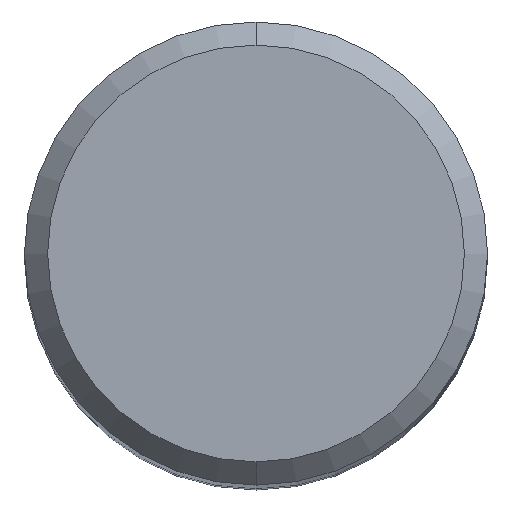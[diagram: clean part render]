
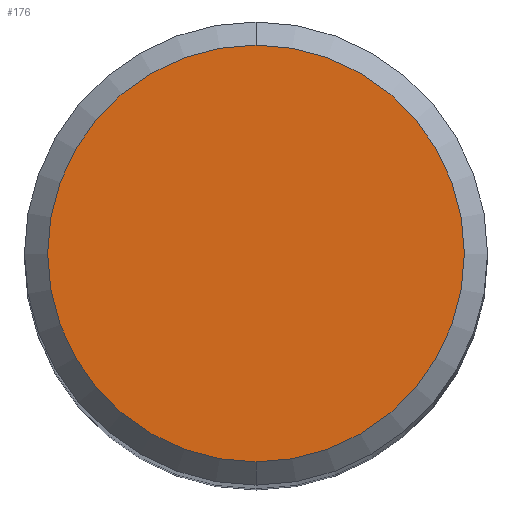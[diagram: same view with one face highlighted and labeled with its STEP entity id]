
A CAD part, top view. The second image highlights one B-rep face of the part: STEP entity #176.
In plain terms, the highlighted planar face has unit normal (0, 0, 1).
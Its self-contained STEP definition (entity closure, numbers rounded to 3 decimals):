
#176=ADVANCED_FACE('',(#442),#443,.T.);
#206=VERTEX_POINT('',#477);
#260=EDGE_CURVE('',#274,#206,#540,.T.);
#274=VERTEX_POINT('',#555);
#302=EDGE_CURVE('',#206,#274,#584,.T.);
#442=FACE_OUTER_BOUND('',#752,.T.);
#443=PLANE('',#753);
#477=CARTESIAN_POINT('',(0.,-5.4,0.0));
#540=CIRCLE('',#965,5.4);
#555=CARTESIAN_POINT('',(0.0,5.4,0.0));
#584=CIRCLE('',#1097,5.4);
#752=EDGE_LOOP('',(#1346,#1347));
#753=AXIS2_PLACEMENT_3D('',#1348,#1349,#1350);
#965=AXIS2_PLACEMENT_3D('',#1492,#1493,#1494);
#1097=AXIS2_PLACEMENT_3D('',#1528,#1529,#1530);
#1346=ORIENTED_EDGE('',*,*,#260,.F.);
#1347=ORIENTED_EDGE('',*,*,#302,.F.);
#1348=CARTESIAN_POINT('',(0.0,2.7,0.0));
#1349=DIRECTION('',(-0.0,0.0,1.0));
#1350=DIRECTION('',(0.0,-1.0,0.0));
#1492=CARTESIAN_POINT('',(0.0,0.0,0.0));
#1493=DIRECTION('',(0.0,0.0,-1.0));
#1494=DIRECTION('',(0.0,1.0,0.0));
#1528=CARTESIAN_POINT('',(0.0,0.0,0.0));
#1529=DIRECTION('',(0.0,0.0,-1.0));
#1530=DIRECTION('',(0.0,1.0,0.0));
